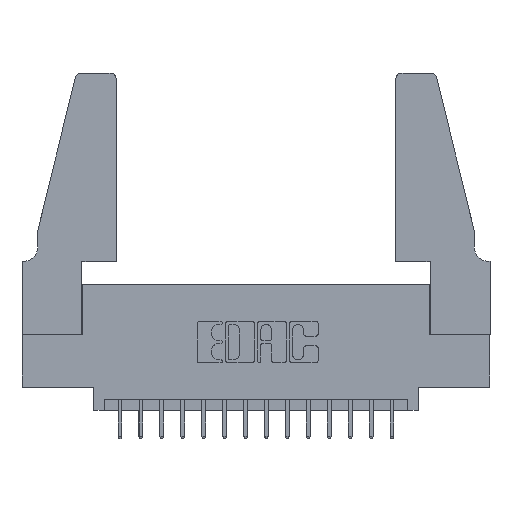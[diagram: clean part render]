
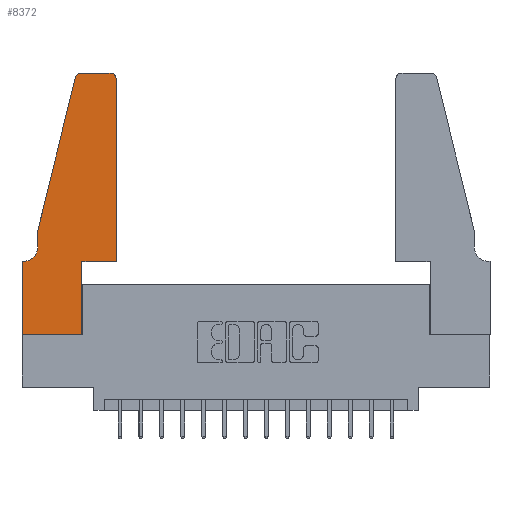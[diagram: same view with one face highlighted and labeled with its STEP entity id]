
A CAD part, top view. The second image highlights one B-rep face of the part: STEP entity #8372.
In plain terms, the highlighted planar face has unit normal (0, 0, 1).
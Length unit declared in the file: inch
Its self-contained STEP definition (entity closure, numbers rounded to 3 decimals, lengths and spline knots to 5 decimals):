
#166 = ORIENTED_EDGE ( 'NONE', *, *, #4455, .T. ) ;
#174 = DIRECTION ( 'NONE',  ( 0., 0., 1. ) ) ;
#313 = VECTOR ( 'NONE', #14748, 39.37008 ) ;
#491 = LINE ( 'NONE', #5757, #10461 ) ;
#1253 = ORIENTED_EDGE ( 'NONE', *, *, #10397, .T. ) ;
#1263 = PLANE ( 'NONE',  #13760 ) ;
#1269 = VERTEX_POINT ( 'NONE', #11769 ) ;
#1361 = CARTESIAN_POINT ( 'NONE',  ( 0.2605, 1.25, 0.37 ) ) ;
#1377 = LINE ( 'NONE', #2512, #7134 ) ;
#1380 = CARTESIAN_POINT ( 'NONE',  ( 0., 0.35, 0.37 ) ) ;
#1503 = DIRECTION ( 'NONE',  ( 0., 0., 1. ) ) ;
#1508 = VERTEX_POINT ( 'NONE', #3923 ) ;
#1543 = CARTESIAN_POINT ( 'NONE',  ( 0.4505, 0.35, 0.37 ) ) ;
#2231 = CARTESIAN_POINT ( 'NONE',  ( 0., 0., 0.37 ) ) ;
#2375 = VERTEX_POINT ( 'NONE', #8506 ) ;
#2512 = CARTESIAN_POINT ( 'NONE',  ( 0., 0., 0.37 ) ) ;
#2574 = ORIENTED_EDGE ( 'NONE', *, *, #9110, .T. ) ;
#2811 = DIRECTION ( 'NONE',  ( 0., 0., 1. ) ) ;
#2876 = VERTEX_POINT ( 'NONE', #17119 ) ;
#3017 = AXIS2_PLACEMENT_3D ( 'NONE', #5633, #174, #15972 ) ;
#3439 = VERTEX_POINT ( 'NONE', #13242 ) ;
#3533 = CIRCLE ( 'NONE', #10221, 0.07 ) ;
#3910 = ORIENTED_EDGE ( 'NONE', *, *, #4124, .T. ) ;
#3923 = CARTESIAN_POINT ( 'NONE',  ( 0.2865, 0., 0.37 ) ) ;
#4124 = EDGE_CURVE ( 'NONE', #12993, #9018, #11549, .T. ) ;
#4342 = ORIENTED_EDGE ( 'NONE', *, *, #10411, .T. ) ;
#4364 = VECTOR ( 'NONE', #6641, 39.37008 ) ;
#4455 = EDGE_CURVE ( 'NONE', #3439, #1508, #14133, .T. ) ;
#5109 = DIRECTION ( 'NONE',  ( 0., 1., 0. ) ) ;
#5592 = VERTEX_POINT ( 'NONE', #6288 ) ;
#5633 = CARTESIAN_POINT ( 'NONE',  ( 0.284, 1.22, 0.37 ) ) ;
#5757 = CARTESIAN_POINT ( 'NONE',  ( 0.0755, 0.5, 0.37 ) ) ;
#6052 = CARTESIAN_POINT ( 'NONE',  ( 0.2865, 0.35, 0.37 ) ) ;
#6288 = CARTESIAN_POINT ( 'NONE',  ( 0.4205, 1.25, 0.37 ) ) ;
#6324 = ORIENTED_EDGE ( 'NONE', *, *, #11153, .T. ) ;
#6601 = DIRECTION ( 'NONE',  ( -1., 0., 0. ) ) ;
#6613 = CIRCLE ( 'NONE', #3017, 0.03 ) ;
#6641 = DIRECTION ( 'NONE',  ( -1., 0., 0. ) ) ;
#6740 = CARTESIAN_POINT ( 'NONE',  ( 0.4505, 0.35, 0.37 ) ) ;
#6744 = EDGE_CURVE ( 'NONE', #11642, #7203, #14318, .T. ) ;
#7134 = VECTOR ( 'NONE', #9464, 39.37008 ) ;
#7203 = VERTEX_POINT ( 'NONE', #10206 ) ;
#7424 = VECTOR ( 'NONE', #10438, 39.37008 ) ;
#7593 = CARTESIAN_POINT ( 'NONE',  ( 0.0755, 0.5, 0.37 ) ) ;
#7972 = CARTESIAN_POINT ( 'NONE',  ( 0.4505, 0.35, 0.37 ) ) ;
#8372 = ADVANCED_FACE ( 'NONE', ( #14694 ), #1263, .T. ) ;
#8506 = CARTESIAN_POINT ( 'NONE',  ( 0.0055, 0.35, 0.37 ) ) ;
#8679 = EDGE_CURVE ( 'NONE', #5592, #16958, #13286, .T. ) ;
#8865 = LINE ( 'NONE', #6052, #7424 ) ;
#8984 = AXIS2_PLACEMENT_3D ( 'NONE', #13259, #1503, #13434 ) ;
#9018 = VERTEX_POINT ( 'NONE', #17007 ) ;
#9110 = EDGE_CURVE ( 'NONE', #7203, #5592, #14243, .T. ) ;
#9126 = CARTESIAN_POINT ( 'NONE',  ( 0.0755, 0.35, 0.37 ) ) ;
#9240 = DIRECTION ( 'NONE',  ( 0., 0., -1. ) ) ;
#9256 = EDGE_CURVE ( 'NONE', #2876, #12993, #491, .T. ) ;
#9385 = LINE ( 'NONE', #1543, #13532 ) ;
#9464 = DIRECTION ( 'NONE',  ( 0., -1., 0. ) ) ;
#9475 = LINE ( 'NONE', #9126, #313 ) ;
#10194 = ORIENTED_EDGE ( 'NONE', *, *, #12447, .T. ) ;
#10206 = CARTESIAN_POINT ( 'NONE',  ( 0.4505, 1.22, 0.37 ) ) ;
#10221 = AXIS2_PLACEMENT_3D ( 'NONE', #16148, #9240, #6601 ) ;
#10369 = ORIENTED_EDGE ( 'NONE', *, *, #6744, .T. ) ;
#10397 = EDGE_CURVE ( 'NONE', #1269, #11642, #9385, .T. ) ;
#10411 = EDGE_CURVE ( 'NONE', #13361, #3439, #1377, .T. ) ;
#10438 = DIRECTION ( 'NONE',  ( 0., 1., 0. ) ) ;
#10461 = VECTOR ( 'NONE', #14681, 39.37008 ) ;
#10480 = CARTESIAN_POINT ( 'NONE',  ( 0.0755, 0.5, 0.37 ) ) ;
#10808 = CARTESIAN_POINT ( 'NONE',  ( 0., 0.35, 0.37 ) ) ;
#10928 = EDGE_CURVE ( 'NONE', #9018, #2375, #3533, .T. ) ;
#11010 = CARTESIAN_POINT ( 'NONE',  ( 0.284, 1.25, 0.37 ) ) ;
#11153 = EDGE_CURVE ( 'NONE', #1508, #1269, #8865, .T. ) ;
#11549 = LINE ( 'NONE', #7593, #12292 ) ;
#11642 = VERTEX_POINT ( 'NONE', #7972 ) ;
#11769 = CARTESIAN_POINT ( 'NONE',  ( 0.2865, 0.35, 0.37 ) ) ;
#12087 = VECTOR ( 'NONE', #5109, 39.37008 ) ;
#12292 = VECTOR ( 'NONE', #15474, 39.37008 ) ;
#12447 = EDGE_CURVE ( 'NONE', #16958, #2876, #6613, .T. ) ;
#12806 = ORIENTED_EDGE ( 'NONE', *, *, #9256, .T. ) ;
#12993 = VERTEX_POINT ( 'NONE', #10480 ) ;
#13242 = CARTESIAN_POINT ( 'NONE',  ( 0., 0., 0.37 ) ) ;
#13259 = CARTESIAN_POINT ( 'NONE',  ( 0.4205, 1.22, 0.37 ) ) ;
#13286 = LINE ( 'NONE', #1361, #4364 ) ;
#13361 = VERTEX_POINT ( 'NONE', #1380 ) ;
#13434 = DIRECTION ( 'NONE',  ( 1., 0., 0. ) ) ;
#13532 = VECTOR ( 'NONE', #15692, 39.37008 ) ;
#13760 = AXIS2_PLACEMENT_3D ( 'NONE', #10808, #2811, #15836 ) ;
#14031 = DIRECTION ( 'NONE',  ( 1., 0., 0. ) ) ;
#14133 = LINE ( 'NONE', #2231, #16704 ) ;
#14243 = CIRCLE ( 'NONE', #8984, 0.03 ) ;
#14302 = ORIENTED_EDGE ( 'NONE', *, *, #16487, .T. ) ;
#14318 = LINE ( 'NONE', #6740, #12087 ) ;
#14502 = ORIENTED_EDGE ( 'NONE', *, *, #8679, .T. ) ;
#14681 = DIRECTION ( 'NONE',  ( -0.239, -0.971, 0. ) ) ;
#14694 = FACE_OUTER_BOUND ( 'NONE', #15145, .T. ) ;
#14748 = DIRECTION ( 'NONE',  ( -1., 0., 0. ) ) ;
#15145 = EDGE_LOOP ( 'NONE', ( #14502, #10194, #12806, #3910, #16404, #14302, #4342, #166, #6324, #1253, #10369, #2574 ) ) ;
#15474 = DIRECTION ( 'NONE',  ( 0., -1., 0. ) ) ;
#15692 = DIRECTION ( 'NONE',  ( 1., 0., 0. ) ) ;
#15836 = DIRECTION ( 'NONE',  ( 1., 0., 0. ) ) ;
#15972 = DIRECTION ( 'NONE',  ( 1., 0., 0. ) ) ;
#16148 = CARTESIAN_POINT ( 'NONE',  ( 0.0055, 0.42, 0.37 ) ) ;
#16404 = ORIENTED_EDGE ( 'NONE', *, *, #10928, .T. ) ;
#16487 = EDGE_CURVE ( 'NONE', #2375, #13361, #9475, .T. ) ;
#16704 = VECTOR ( 'NONE', #14031, 39.37008 ) ;
#16958 = VERTEX_POINT ( 'NONE', #11010 ) ;
#17007 = CARTESIAN_POINT ( 'NONE',  ( 0.0755, 0.42, 0.37 ) ) ;
#17119 = CARTESIAN_POINT ( 'NONE',  ( 0.25487, 1.22718, 0.37 ) ) ;
